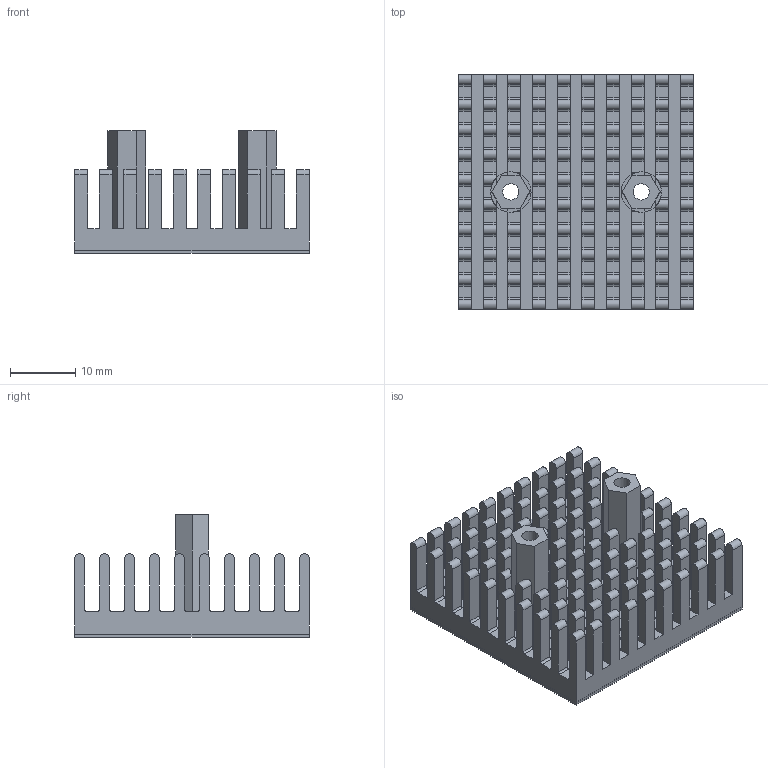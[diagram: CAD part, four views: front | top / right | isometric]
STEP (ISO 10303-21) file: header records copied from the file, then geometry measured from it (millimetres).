
FILE_DESCRIPTION(('FreeCAD Model'),'2;1');
FILE_NAME('HeatSink_Assembly.step','2020-09-20T15:16:57',('' ),(''),'Open CASCADE STEP processor 7.3','FreeCAD','Unknown');
FILE_SCHEMA(('AUTOMOTIVE_DESIGN { 1 0 10303 214 1 1 1 1 }'));
Length unit declared in the file: millimetre
Products named in the file (9): HeatSink_FischerElektronik__ICK_PGA_14_x_14_x_12; Spacer_Hex_M3x15_CLONE; Body_Spacer_Hex_M3x15_Clone; Spacer_Hex_M3x15; Body_Spacer_Hex_M3x15; thermally_conductive_foil_cutting; thermal_foil; Fischer_Elektronik_ICK_PGA14x14x12_HeatSink; HeatSink
Assembly tree (8 placements, depth 3):
  HeatSink_FischerElektronik__ICK_PGA_14_x_14_x_12
    Spacer_Hex_M3x15_CLONE
      Body_Spacer_Hex_M3x15_Clone
    Spacer_Hex_M3x15
      Body_Spacer_Hex_M3x15
    thermally_conductive_foil_cutting
      thermal_foil
    Fischer_Elektronik_ICK_PGA14x14x12_HeatSink
      HeatSink
Bounding box: 36 x 36 x 18.8 mm (x, y, z)
Volume: 7957 mm3; surface area: 12374.4 mm2
Topology: 4 solids, 4 shells, 617 faces, 1810 edges, 1199 vertices
Faces by surface type: plane 332, cylinder 285
Full cylindrical faces by diameter (mm): 2.5 x2, 3.2 x2, 3.3 x2
Entity records: 20989 total; most frequent: CARTESIAN_POINT 3835, DIRECTION 3627, ORIENTED_EDGE 3620, EDGE_CURVE 1810, LINE 1221, VECTOR 1221, AXIS2_PLACEMENT_3D 1203, VERTEX_POINT 1199
